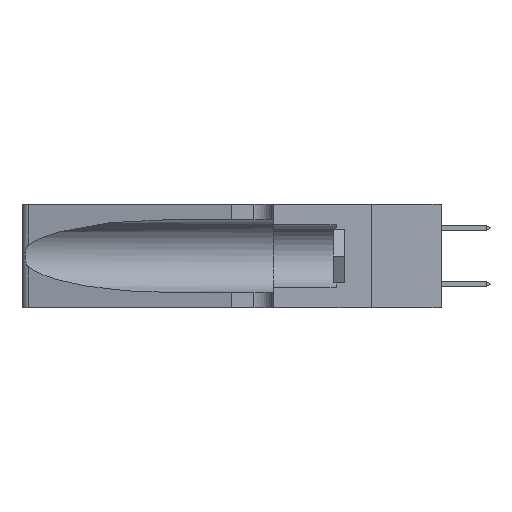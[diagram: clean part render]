
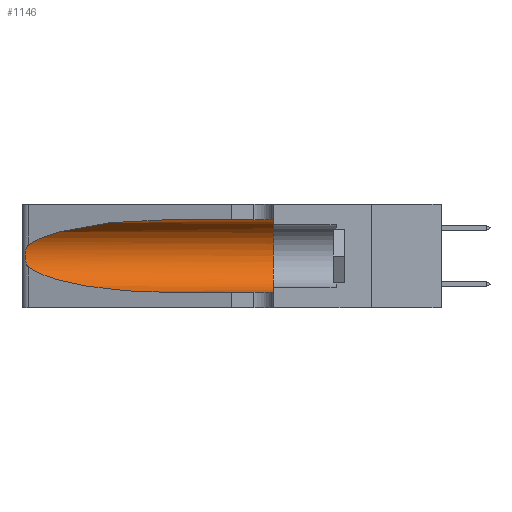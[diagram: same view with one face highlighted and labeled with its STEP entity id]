
A CAD part, left-side view. The second image highlights one B-rep face of the part: STEP entity #1146.
In plain terms, the highlighted cylindrical face has radius 3.308 mm (diameter 6.617 mm), a partial arc.
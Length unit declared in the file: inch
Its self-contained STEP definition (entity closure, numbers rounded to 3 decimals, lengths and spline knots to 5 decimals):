
#914 = VERTEX_POINT ( 'NONE', #18776 ) ;
#1009 = CARTESIAN_POINT ( 'NONE',  ( 0.25487, 1.22718, 0.22369 ) ) ;
#1025 = CARTESIAN_POINT ( 'NONE',  ( 0.25555, 1.22994, 0.2215 ) ) ;
#1114 = CARTESIAN_POINT ( 'NONE',  ( 0.25789, 1.23486, 0.15765 ) ) ;
#1146 = ADVANCED_FACE ( 'NONE', ( #20127 ), #18857, .F. ) ;
#1454 = CARTESIAN_POINT ( 'NONE',  ( 0.18966, 0.96281, 0.05475 ) ) ;
#2317 = VERTEX_POINT ( 'NONE', #1009 ) ;
#2531 = CARTESIAN_POINT ( 'NONE',  ( 0.25487, 1.22718, 0.14631 ) ) ;
#2901 = VERTEX_POINT ( 'NONE', #7924 ) ;
#3117 = DIRECTION ( 'NONE',  ( 0., -1., 0. ) ) ;
#3231 = CARTESIAN_POINT ( 'NONE',  ( 0.25555, 1.22993, 0.14849 ) ) ;
#3438 = ORIENTED_EDGE ( 'NONE', *, *, #14680, .F. ) ;
#3637 = VECTOR ( 'NONE', #6983, 39.37008 ) ;
#4575 = ORIENTED_EDGE ( 'NONE', *, *, #11610, .T. ) ;
#4772 = EDGE_CURVE ( 'NONE', #16943, #914, #19328, .T. ) ;
#5869 = VERTEX_POINT ( 'NONE', #10999 ) ;
#6828 = ORIENTED_EDGE ( 'NONE', *, *, #17793, .T. ) ;
#6983 = DIRECTION ( 'NONE',  ( 0., -1., 0. ) ) ;
#7263 = CARTESIAN_POINT ( 'NONE',  ( 0.25787, 1.23484, 0.2124 ) ) ;
#7358 = VERTEX_POINT ( 'NONE', #22400 ) ;
#7552 = DIRECTION ( 'NONE',  ( 0., 1., 0. ) ) ;
#7769 = ORIENTED_EDGE ( 'NONE', *, *, #16937, .T. ) ;
#7812 = DIRECTION ( 'NONE',  ( 0., 0., -1. ) ) ;
#7924 = CARTESIAN_POINT ( 'NONE',  ( 0.1305, 0.35, 0.05475 ) ) ;
#8754 = CARTESIAN_POINT ( 'NONE',  ( 0.2373, 1.15595, 0.28018 ) ) ;
#8820 = CARTESIAN_POINT ( 'NONE',  ( 0.1305, 1.61858, 0.05475 ) ) ;
#9246 = CARTESIAN_POINT ( 'NONE',  ( 0.25487, 1.22718, 0.22369 ) ) ;
#9335 = CARTESIAN_POINT ( 'NONE',  ( 0.26018, 1.23835, 0.19895 ) ) ;
#10106 = ORIENTED_EDGE ( 'NONE', *, *, #21474, .F. ) ;
#10804 = B_SPLINE_CURVE_WITH_KNOTS ( 'NONE', 3,
 ( #9246, #1025, #19334, #7263, #21322, #9335, #23332, #11369, #25292, #13385, #1114, #15385, #3231, #17387 ),
 .UNSPECIFIED., .F., .F.,
 ( 4, 2, 2, 2, 2, 2, 4 ),
 ( 0., 0.00027, 0.00053, 0.00107, 0.0016, 0.00187, 0.00214 ),
 .UNSPECIFIED. ) ;
#10848 = CIRCLE ( 'NONE', #12571, 0.13025 ) ;
#10999 = CARTESIAN_POINT ( 'NONE',  ( 0.1305, 0.72297, 0.31525 ) ) ;
#11369 = CARTESIAN_POINT ( 'NONE',  ( 0.26075, 1.23896, 0.178 ) ) ;
#11610 = EDGE_CURVE ( 'NONE', #914, #2901, #23842, .T. ) ;
#12571 = AXIS2_PLACEMENT_3D ( 'NONE', #19639, #7552, #21609 ) ;
#12731 = CARTESIAN_POINT ( 'NONE',  ( 0.1305, 0.72297, 0.31525 ) ) ;
#13385 = CARTESIAN_POINT ( 'NONE',  ( 0.25856, 1.23593, 0.16098 ) ) ;
#13697 = CARTESIAN_POINT ( 'NONE',  ( 0.2373, 1.15595, 0.08982 ) ) ;
#14680 = EDGE_CURVE ( 'NONE', #7358, #2901, #10848, .T. ) ;
#15035 = CARTESIAN_POINT ( 'NONE',  ( 0.1305, 1.61858, 0.31525 ) ) ;
#15385 = CARTESIAN_POINT ( 'NONE',  ( 0.25639, 1.23186, 0.15144 ) ) ;
#15465 =( BOUNDED_CURVE ( )  B_SPLINE_CURVE ( 3, ( #12731, #24664, #8754, #22760 ),
 .UNSPECIFIED., .F., .F. ) 
 B_SPLINE_CURVE_WITH_KNOTS ( ( 4, 4 ),
 ( 1.5708, 2.84003 ),
 .UNSPECIFIED. ) 
 CURVE ( )  GEOMETRIC_REPRESENTATION_ITEM ( )  RATIONAL_B_SPLINE_CURVE ( ( 1., 0.87, 0.87, 1. ) ) 
 REPRESENTATION_ITEM ( '' )  );
#15689 = CARTESIAN_POINT ( 'NONE',  ( 0.1305, 0.72297, 0.05475 ) ) ;
#16937 = EDGE_CURVE ( 'NONE', #5869, #2317, #15465, .T. ) ;
#16943 = VERTEX_POINT ( 'NONE', #2531 ) ;
#17387 = CARTESIAN_POINT ( 'NONE',  ( 0.25487, 1.22718, 0.14631 ) ) ;
#17793 = EDGE_CURVE ( 'NONE', #2317, #16943, #10804, .T. ) ;
#17897 = VECTOR ( 'NONE', #18906, 39.37008 ) ;
#18776 = CARTESIAN_POINT ( 'NONE',  ( 0.1305, 0.72297, 0.05475 ) ) ;
#18857 = CYLINDRICAL_SURFACE ( 'NONE', #19474, 0.13025 ) ;
#18906 = DIRECTION ( 'NONE',  ( 0., -1., 0. ) ) ;
#19328 =( BOUNDED_CURVE ( )  B_SPLINE_CURVE ( 3, ( #25604, #13697, #1454, #15689 ),
 .UNSPECIFIED., .F., .T. ) 
 B_SPLINE_CURVE_WITH_KNOTS ( ( 4, 4 ),
 ( 3.44316, 4.71239 ),
 .UNSPECIFIED. ) 
 CURVE ( )  GEOMETRIC_REPRESENTATION_ITEM ( )  RATIONAL_B_SPLINE_CURVE ( ( 1., 0.87, 0.87, 1. ) ) 
 REPRESENTATION_ITEM ( '' )  );
#19334 = CARTESIAN_POINT ( 'NONE',  ( 0.25639, 1.23184, 0.21858 ) ) ;
#19474 = AXIS2_PLACEMENT_3D ( 'NONE', #23800, #3117, #7812 ) ;
#19639 = CARTESIAN_POINT ( 'NONE',  ( 0.1305, 0.35, 0.185 ) ) ;
#20127 = FACE_OUTER_BOUND ( 'NONE', #20530, .T. ) ;
#20530 = EDGE_LOOP ( 'NONE', ( #7769, #6828, #25073, #4575, #3438, #10106 ) ) ;
#21322 = CARTESIAN_POINT ( 'NONE',  ( 0.25854, 1.2359, 0.20912 ) ) ;
#21474 = EDGE_CURVE ( 'NONE', #5869, #7358, #25034, .T. ) ;
#21609 = DIRECTION ( 'NONE',  ( 0., 0., 1. ) ) ;
#22400 = CARTESIAN_POINT ( 'NONE',  ( 0.1305, 0.35, 0.31525 ) ) ;
#22760 = CARTESIAN_POINT ( 'NONE',  ( 0.25487, 1.22718, 0.22369 ) ) ;
#23332 = CARTESIAN_POINT ( 'NONE',  ( 0.26075, 1.23896, 0.19203 ) ) ;
#23800 = CARTESIAN_POINT ( 'NONE',  ( 0.1305, 1.61858, 0.185 ) ) ;
#23842 = LINE ( 'NONE', #8820, #17897 ) ;
#24664 = CARTESIAN_POINT ( 'NONE',  ( 0.18966, 0.96281, 0.31525 ) ) ;
#25034 = LINE ( 'NONE', #15035, #3637 ) ;
#25073 = ORIENTED_EDGE ( 'NONE', *, *, #4772, .T. ) ;
#25292 = CARTESIAN_POINT ( 'NONE',  ( 0.26017, 1.23833, 0.17102 ) ) ;
#25604 = CARTESIAN_POINT ( 'NONE',  ( 0.25487, 1.22718, 0.14631 ) ) ;
